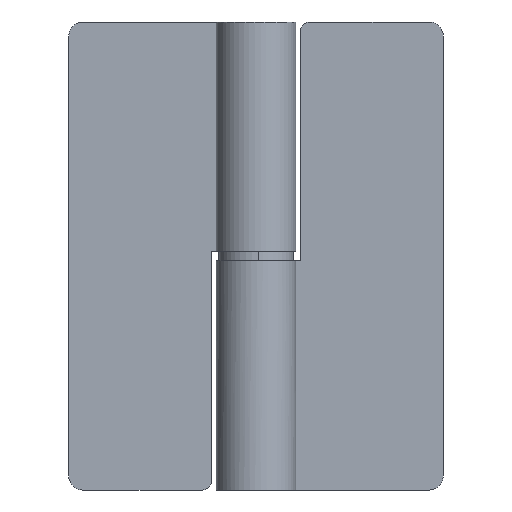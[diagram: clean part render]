
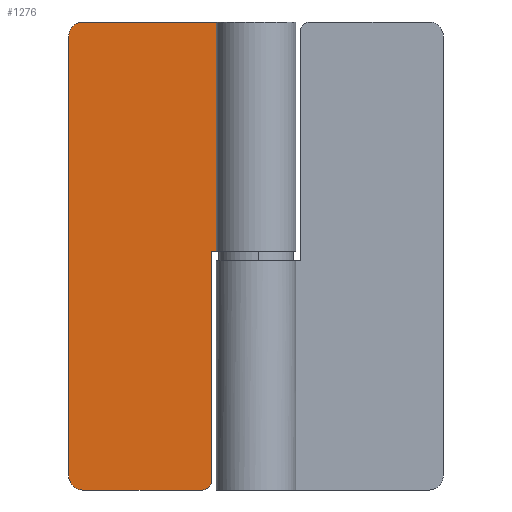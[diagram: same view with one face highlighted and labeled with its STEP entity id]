
A CAD part, front view. The second image highlights one B-rep face of the part: STEP entity #1276.
In plain terms, the highlighted free-form (B-spline) face has degree [1, 1] with [2, 2] control points.
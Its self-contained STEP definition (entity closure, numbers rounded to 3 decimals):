
#797=CARTESIAN_POINT('',(-11.5,4.0,0.0));
#798=VERTEX_POINT('',#797);
#799=CARTESIAN_POINT('',(-9.5,4.0,2.0));
#800=VERTEX_POINT('',#799);
#801=CARTESIAN_POINT('',(-11.5,4.0,0.0));
#802=CARTESIAN_POINT('',(-9.5,4.,0.0));
#803=CARTESIAN_POINT('',(-9.5,4.0,2.0));
#811=(BOUNDED_CURVE()B_SPLINE_CURVE(2,(#801,#802,#803),.UNSPECIFIED.,.F.,.U.)CURVE()GEOMETRIC_REPRESENTATION_ITEM()QUASI_UNIFORM_CURVE()RATIONAL_B_SPLINE_CURVE((1.0,0.707,1.0))REPRESENTATION_ITEM(''));
#812=EDGE_CURVE('',#798,#800,#811,.T.);
#858=CARTESIAN_POINT('',(-37.0,4.0,100.0));
#859=VERTEX_POINT('',#858);
#860=CARTESIAN_POINT('',(-40.0,4.0,97.0));
#861=VERTEX_POINT('',#860);
#862=CARTESIAN_POINT('',(-37.0,4.0,100.0));
#863=CARTESIAN_POINT('',(-40.,4.,100.0));
#864=CARTESIAN_POINT('',(-40.0,4.0,97.0));
#872=(BOUNDED_CURVE()B_SPLINE_CURVE(2,(#862,#863,#864),.UNSPECIFIED.,.F.,.U.)CURVE()GEOMETRIC_REPRESENTATION_ITEM()QUASI_UNIFORM_CURVE()RATIONAL_B_SPLINE_CURVE((1.0,0.707,1.0))REPRESENTATION_ITEM(''));
#873=EDGE_CURVE('',#859,#861,#872,.T.);
#919=CARTESIAN_POINT('',(-40.0,4.0,3.0));
#920=VERTEX_POINT('',#919);
#921=CARTESIAN_POINT('',(-37.0,4.0,0.0));
#922=VERTEX_POINT('',#921);
#923=CARTESIAN_POINT('',(-40.0,4.0,3.0));
#924=CARTESIAN_POINT('',(-40.,4.,0.0));
#925=CARTESIAN_POINT('',(-37.0,4.0,0.0));
#933=(BOUNDED_CURVE()B_SPLINE_CURVE(2,(#923,#924,#925),.UNSPECIFIED.,.F.,.U.)CURVE()GEOMETRIC_REPRESENTATION_ITEM()QUASI_UNIFORM_CURVE()RATIONAL_B_SPLINE_CURVE((1.0,0.707,1.0))REPRESENTATION_ITEM(''));
#934=EDGE_CURVE('',#920,#922,#933,.T.);
#979=CARTESIAN_POINT('',(-9.5,4.0,51.0));
#980=VERTEX_POINT('',#979);
#986=CARTESIAN_POINT('',(-9.5,4.0,2.0));
#987=CARTESIAN_POINT('',(-9.5,4.0,51.0));
#988=QUASI_UNIFORM_CURVE('',1,(#986,#987),.UNSPECIFIED.,.F.,.U.);
#989=EDGE_CURVE('',#800,#980,#988,.T.);
#1029=CARTESIAN_POINT('',(0.0,4.0,51.0));
#1030=VERTEX_POINT('',#1029);
#1050=CARTESIAN_POINT('',(-9.5,4.0,51.0));
#1051=CARTESIAN_POINT('',(0.0,4.0,51.0));
#1052=QUASI_UNIFORM_CURVE('',1,(#1050,#1051),.UNSPECIFIED.,.F.,.U.);
#1053=EDGE_CURVE('',#980,#1030,#1052,.T.);
#1086=CARTESIAN_POINT('',(0.0,4.0,100.0));
#1087=VERTEX_POINT('',#1086);
#1088=CARTESIAN_POINT('',(0.0,4.0,51.0));
#1089=CARTESIAN_POINT('',(0.0,4.0,100.0));
#1090=QUASI_UNIFORM_CURVE('',1,(#1088,#1089),.UNSPECIFIED.,.F.,.U.);
#1091=EDGE_CURVE('',#1030,#1087,#1090,.T.);
#1210=CARTESIAN_POINT('',(-40.0,4.0,3.0));
#1211=CARTESIAN_POINT('',(-40.0,4.0,97.0));
#1212=QUASI_UNIFORM_CURVE('',1,(#1210,#1211),.UNSPECIFIED.,.F.,.U.);
#1213=EDGE_CURVE('',#920,#861,#1212,.T.);
#1224=CARTESIAN_POINT('',(-37.0,4.0,0.0));
#1225=CARTESIAN_POINT('',(-11.5,4.0,0.0));
#1226=QUASI_UNIFORM_CURVE('',1,(#1224,#1225),.UNSPECIFIED.,.F.,.U.);
#1227=EDGE_CURVE('',#922,#798,#1226,.T.);
#1244=CARTESIAN_POINT('',(-37.0,4.0,100.0));
#1245=CARTESIAN_POINT('',(0.0,4.0,100.0));
#1246=QUASI_UNIFORM_CURVE('',1,(#1244,#1245),.UNSPECIFIED.,.F.,.U.);
#1247=EDGE_CURVE('',#859,#1087,#1246,.T.);
#1260=CARTESIAN_POINT('',(-41.998,4.0,104.995));
#1261=CARTESIAN_POINT('',(-41.998,4.0,-4.995));
#1262=CARTESIAN_POINT('',(1.998,4.0,104.995));
#1263=CARTESIAN_POINT('',(1.998,4.0,-4.995));
#1264=B_SPLINE_SURFACE_WITH_KNOTS('',1,1,((#1260,#1262),(#1261,#1263)),.UNSPECIFIED.,.F.,.F.,.U.,(2,2),(2,2),(0.0,109.99),(0.0,43.996),.UNSPECIFIED.);
#1265=ORIENTED_EDGE('',*,*,#1227,.T.);
#1266=ORIENTED_EDGE('',*,*,#812,.T.);
#1267=ORIENTED_EDGE('',*,*,#989,.T.);
#1268=ORIENTED_EDGE('',*,*,#1053,.T.);
#1269=ORIENTED_EDGE('',*,*,#1091,.T.);
#1270=ORIENTED_EDGE('',*,*,#1247,.F.);
#1271=ORIENTED_EDGE('',*,*,#873,.T.);
#1272=ORIENTED_EDGE('',*,*,#1213,.F.);
#1273=ORIENTED_EDGE('',*,*,#934,.T.);
#1274=EDGE_LOOP('',(#1265,#1266,#1267,#1268,#1269,#1270,#1271,#1272,#1273));
#1275=FACE_OUTER_BOUND('',#1274,.T.);
#1276=ADVANCED_FACE('',(#1275),#1264,.T.);
